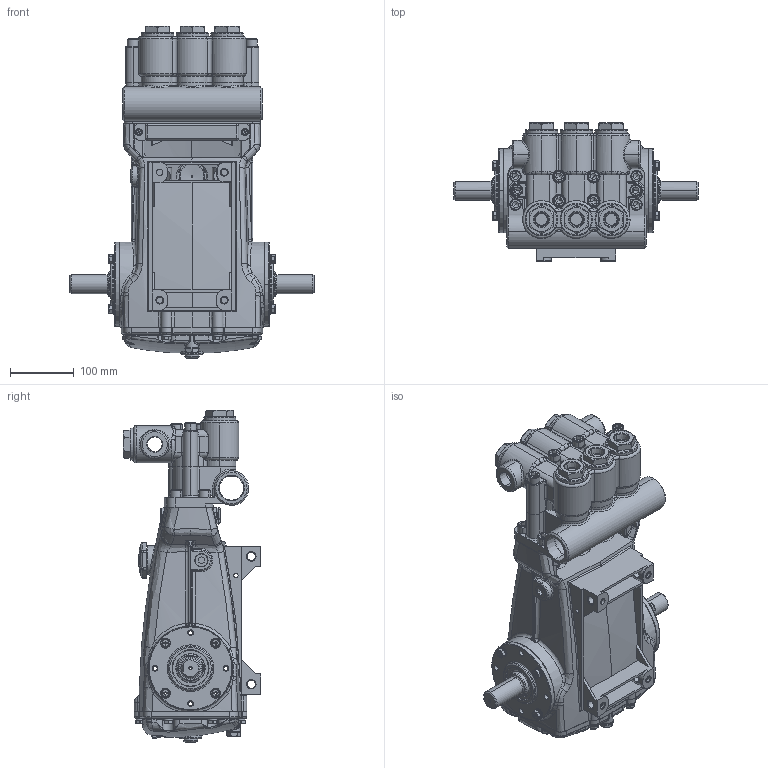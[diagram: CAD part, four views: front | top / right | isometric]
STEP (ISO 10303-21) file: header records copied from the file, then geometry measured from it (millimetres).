
FILE_DESCRIPTION (( 'STEP AP203' ), '1' );
FILE_NAME ('2511.STEP', '2022-02-03T14:17:34', ( '' ), ( '' ), 'SwSTEP 2.0', 'SolidWorks 2021', '' );
FILE_SCHEMA (( 'CONFIG_CONTROL_DESIGN' ));
Length unit declared in the file: inch
Products named in the file (1): 2511
Bounding box: 382 x 215.41 x 519.61 mm (x, y, z)
Surface area: 665016.8 mm2 (no closed solid volume)
Topology: 0 solids, 65 shells, 2077 faces, 6432 edges, 4244 vertices
Faces by surface type: cylinder 734, plane 620, bspline 299, torus 266, cone 134, sphere 24
Entity records: 96781 total; most frequent: CARTESIAN_POINT 42329, DIRECTION 11314, ORIENTED_EDGE 10702, EDGE_CURVE 6385, AXIS2_PLACEMENT_3D 4384, VERTEX_POINT 4241, CIRCLE 2605, LINE 2546
